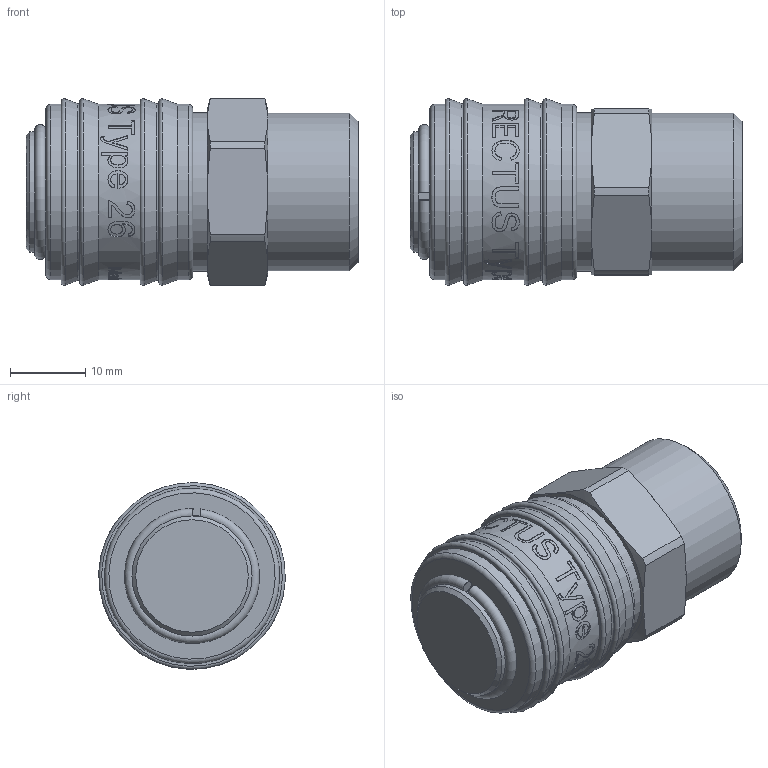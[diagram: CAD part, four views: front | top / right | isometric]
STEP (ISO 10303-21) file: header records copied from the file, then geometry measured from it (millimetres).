
FILE_DESCRIPTION((''),'2;1');
FILE_NAME('26kaaw21mpx.stp','2012-09-18T15:52:33',('IA176480'),(''),'Autodesk Inventor 2011','Autodesk Inventor 2011','');
FILE_SCHEMA(('AUTOMOTIVE_DESIGN { 1 0 10303 214 1 1 1 1 }'));
Length unit declared in the file: millimetre
Products named in the file (1): D103799
Bounding box: 44.1 x 24.78 x 24.8 mm (x, y, z)
Volume: 15496.3 mm3; surface area: 7174 mm2
Topology: 2 solids, 2 shells, 447 faces, 1167 edges, 770 vertices
Faces by surface type: bspline 189, plane 168, cylinder 58, cone 22, torus 10
Full cylindrical faces by diameter (mm): 14.95 x1, 15.95 x2, 16.1 x1, 16.802 x2, 17.153 x1, 18 x2, 20.955 x1, 21 x1, 21.1 x1, 23.3 x3
Entity records: 62320 total; most frequent: CARTESIAN_POINT 52601, ORIENTED_EDGE 2234, DIRECTION 1253, EDGE_CURVE 1117, VERTEX_POINT 755, EDGE_LOOP 528, B_SPLINE_CURVE_WITH_KNOTS 517, FACE_OUTER_BOUND 445
